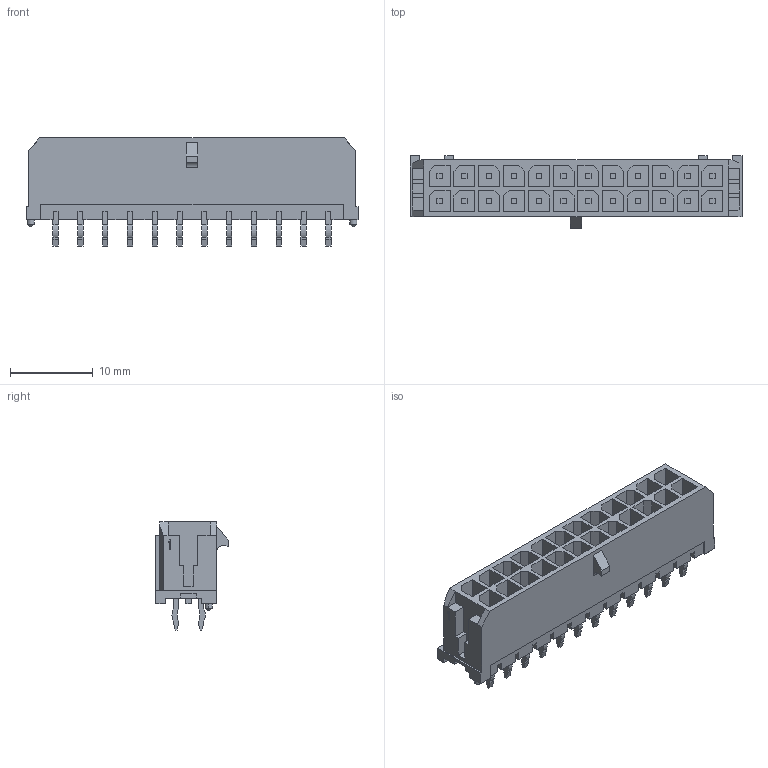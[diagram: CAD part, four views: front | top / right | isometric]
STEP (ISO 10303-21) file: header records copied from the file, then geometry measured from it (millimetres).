
FILE_DESCRIPTION(('FreeCAD Model'),'2;1');
FILE_NAME('Open CASCADE Shape Model','2022-02-13T20:59:31',( 'kicad StepUp'),('ksu MCAD'),'Open CASCADE STEP processor 7.5', 'FreeCAD','Unknown');
FILE_SCHEMA(('AUTOMOTIVE_DESIGN { 1 0 10303 214 1 1 1 1 }'));
Length unit declared in the file: millimetre
Products named in the file (1): Molex_Micro-Fit_3.0_43045-2412_2x12_P3.00mm_Vertical
Bounding box: 40.15 x 8.77 x 13.09 mm (x, y, z)
Volume: 1590.4 mm3; surface area: 3686.3 mm2
Topology: 1 solids, 1 shells, 886 faces, 2478 edges, 1648 vertices
Faces by surface type: plane 829, cylinder 53, cone 4
Entity records: 34182 total; most frequent: CARTESIAN_POINT 5013, ORIENTED_EDGE 4956, DIRECTION 4362, EDGE_CURVE 2478, LINE 2368, VECTOR 2368, VERTEX_POINT 1648, AXIS2_PLACEMENT_3D 997
